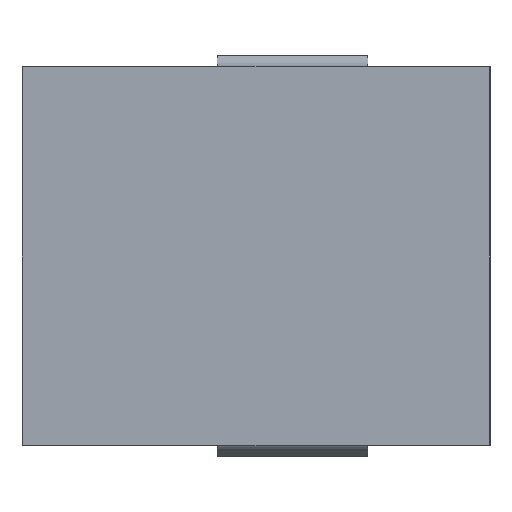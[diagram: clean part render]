
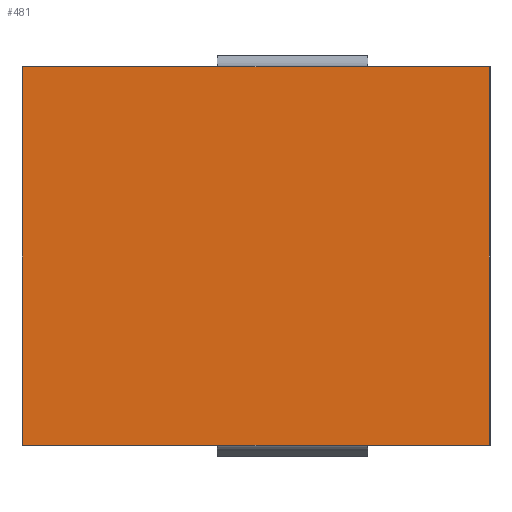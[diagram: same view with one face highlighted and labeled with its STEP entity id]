
A CAD part, left-side view. The second image highlights one B-rep face of the part: STEP entity #481.
In plain terms, the highlighted planar face has unit normal (-1, 0, 0).
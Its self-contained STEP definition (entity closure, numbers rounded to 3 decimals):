
#75 = DIRECTION ( 'NONE',  ( 0., -1., 0. ) ) ;
#78 = VERTEX_POINT ( 'NONE', #846 ) ;
#81 = CARTESIAN_POINT ( 'NONE',  ( -156., -3.8, 75. ) ) ;
#113 = EDGE_LOOP ( 'NONE', ( #487, #404, #495, #1073 ) ) ;
#221 = FACE_OUTER_BOUND ( 'NONE', #113, .T. ) ;
#274 = LINE ( 'NONE', #958, #371 ) ;
#306 = VERTEX_POINT ( 'NONE', #1526 ) ;
#364 = LINE ( 'NONE', #1048, #1003 ) ;
#371 = VECTOR ( 'NONE', #613, 1000. ) ;
#404 = ORIENTED_EDGE ( 'NONE', *, *, #960, .T. ) ;
#449 = VERTEX_POINT ( 'NONE', #1203 ) ;
#454 = VECTOR ( 'NONE', #75, 1000. ) ;
#481 = ADVANCED_FACE ( 'NONE', ( #221 ), #1040, .T. ) ;
#487 = ORIENTED_EDGE ( 'NONE', *, *, #833, .T. ) ;
#495 = ORIENTED_EDGE ( 'NONE', *, *, #574, .T. ) ;
#568 = DIRECTION ( 'NONE',  ( 0., 0., 1. ) ) ;
#574 = EDGE_CURVE ( 'NONE', #449, #306, #364, .T. ) ;
#594 = VECTOR ( 'NONE', #568, 1000. ) ;
#613 = DIRECTION ( 'NONE',  ( 0., 0., -1. ) ) ;
#769 = LINE ( 'NONE', #782, #454 ) ;
#782 = CARTESIAN_POINT ( 'NONE',  ( -156., -4., -74.8 ) ) ;
#833 = EDGE_CURVE ( 'NONE', #1474, #78, #769, .T. ) ;
#846 = CARTESIAN_POINT ( 'NONE',  ( -156., -3.8, -74.8 ) ) ;
#856 = CARTESIAN_POINT ( 'NONE',  ( -156., 180.6, -74.8 ) ) ;
#949 = DIRECTION ( 'NONE',  ( 0., 1., 0. ) ) ;
#958 = CARTESIAN_POINT ( 'NONE',  ( -156., 180.6, -75. ) ) ;
#960 = EDGE_CURVE ( 'NONE', #78, #449, #1288, .T. ) ;
#1003 = VECTOR ( 'NONE', #949, 1000. ) ;
#1027 = AXIS2_PLACEMENT_3D ( 'NONE', #1406, #1175, #1169 ) ;
#1040 = PLANE ( 'NONE',  #1027 ) ;
#1048 = CARTESIAN_POINT ( 'NONE',  ( -156., 180.8, 74.8 ) ) ;
#1073 = ORIENTED_EDGE ( 'NONE', *, *, #1469, .T. ) ;
#1169 = DIRECTION ( 'NONE',  ( 0., 0., 1. ) ) ;
#1175 = DIRECTION ( 'NONE',  ( -1., 0., 0. ) ) ;
#1203 = CARTESIAN_POINT ( 'NONE',  ( -156., -3.8, 74.8 ) ) ;
#1288 = LINE ( 'NONE', #81, #594 ) ;
#1406 = CARTESIAN_POINT ( 'NONE',  ( -156., -4., -78. ) ) ;
#1469 = EDGE_CURVE ( 'NONE', #306, #1474, #274, .T. ) ;
#1474 = VERTEX_POINT ( 'NONE', #856 ) ;
#1526 = CARTESIAN_POINT ( 'NONE',  ( -156., 180.6, 74.8 ) ) ;
